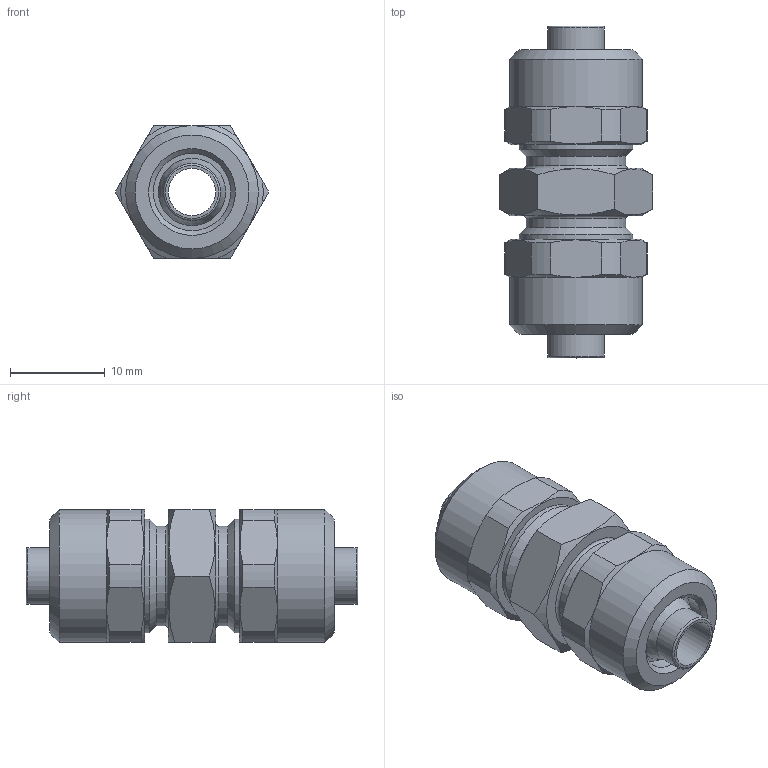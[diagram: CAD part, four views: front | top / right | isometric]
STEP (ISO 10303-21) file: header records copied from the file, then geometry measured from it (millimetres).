
FILE_DESCRIPTION( ( 'STEP AP214' ), '1' );
FILE_NAME( '02040040.stp', '2021-04-19T12:52:14', ( 'License CC BY-ND 4.0' ), ( 'CADENAS' ), ' ', 'PARTsolutions', ' ' );
FILE_SCHEMA( ( 'AUTOMOTIVE_DESIGN { 1 0 10303 214 1 1 1 1 }' ) );
Length unit declared in the file: millimetre
Products named in the file (1): NONE
Bounding box: 16.17 x 35 x 14 mm (x, y, z)
Volume: 3824.8 mm3; surface area: 2586.7 mm2
Topology: 1 solids, 1 shells, 81 faces, 190 edges, 119 vertices
Faces by surface type: plane 28, cylinder 25, cone 24, torus 4
Full cylindrical faces by diameter (mm): 5 x1, 6 x2, 7.1 x2, 8.15 x2, 10.5 x2, 12 x2, 14 x2
Entity records: 2904 total; most frequent: CARTESIAN_POINT 564, DIRECTION 338, ORIENTED_EDGE 316, EDGE_CURVE 158, AXIS2_PLACEMENT_3D 154, EDGE_LOOP 120, VERTEX_POINT 116, FACE_OUTER_BOUND 98
